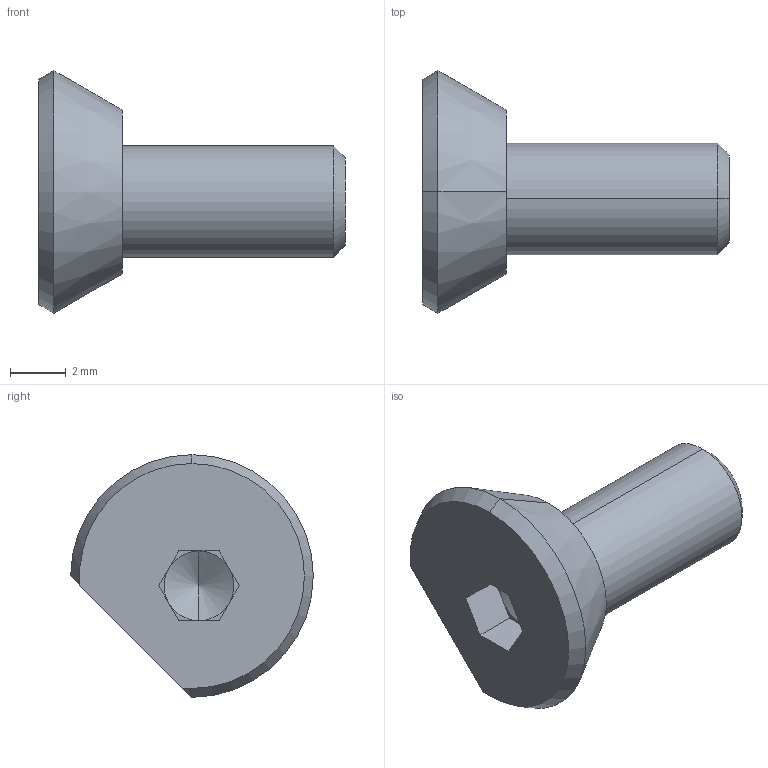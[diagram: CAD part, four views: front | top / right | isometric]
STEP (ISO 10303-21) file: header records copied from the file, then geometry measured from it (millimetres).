
FILE_DESCRIPTION(('STEP AP214'),'1');
FILE_NAME('haldern_eh_23271_0004.stp','2017-08-04T08:10:10',('TraceParts'),('TraceParts S.A.'),'Spatial InterOp 3D',' ',' ');
FILE_SCHEMA(('automotive_design'));
Length unit declared in the file: millimetre
Products named in the file (1): haldern_eh_23271_0004
Bounding box: 11 x 8.7 x 8.7 mm (x, y, z)
Volume: 216.9 mm3; surface area: 264.1 mm2
Topology: 1 solids, 1 shells, 27 faces, 61 edges, 36 vertices
Faces by surface type: plane 16, cone 9, cylinder 2
Entity records: 967 total; most frequent: CARTESIAN_POINT 133, DIRECTION 129, ORIENTED_EDGE 118, EDGE_CURVE 59, AXIS2_PLACEMENT_3D 47, VERTEX_POINT 36, LINE 35, VECTOR 35
